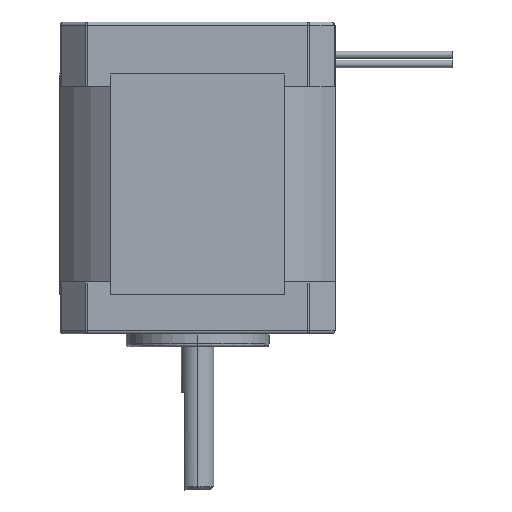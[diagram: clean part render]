
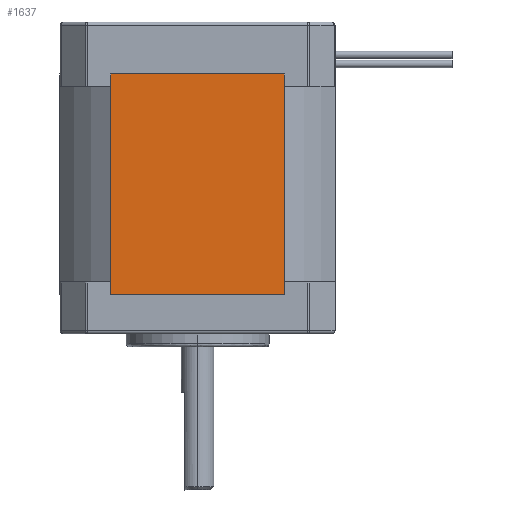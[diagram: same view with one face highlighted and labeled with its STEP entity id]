
A CAD part, left-side view. The second image highlights one B-rep face of the part: STEP entity #1637.
In plain terms, the highlighted planar face has unit normal (-1, 0, 0).
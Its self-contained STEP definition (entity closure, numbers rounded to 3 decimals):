
#165 = CARTESIAN_POINT ( 'NONE',  ( -21.16, 13.314, 6. ) ) ;
#351 = ORIENTED_EDGE ( 'NONE', *, *, #13535, .F. ) ;
#641 = EDGE_CURVE ( 'NONE', #5101, #7582, #8844, .T. ) ;
#1047 = FACE_OUTER_BOUND ( 'NONE', #11588, .T. ) ;
#1594 = EDGE_CURVE ( 'NONE', #5101, #5372, #9603, .T. ) ;
#1637 = ADVANCED_FACE ( 'NONE', ( #1047 ), #4025, .T. ) ;
#1690 = CARTESIAN_POINT ( 'NONE',  ( -21.16, 0., 40. ) ) ;
#1878 = CARTESIAN_POINT ( 'NONE',  ( -21.16, 0., 6. ) ) ;
#1903 = CARTESIAN_POINT ( 'NONE',  ( -21.16, 13.314, -53.85 ) ) ;
#2764 = CARTESIAN_POINT ( 'NONE',  ( -21.16, -13.314, 6. ) ) ;
#2903 = CARTESIAN_POINT ( 'NONE',  ( -21.16, -13.314, -53.85 ) ) ;
#3568 = VECTOR ( 'NONE', #9358, 1000. ) ;
#3735 = DIRECTION ( 'NONE',  ( 0., -1., 0. ) ) ;
#3765 = DIRECTION ( 'NONE',  ( -1., 0., 0. ) ) ;
#3782 = CARTESIAN_POINT ( 'NONE',  ( -21.16, 0., -53.85 ) ) ;
#4025 = PLANE ( 'NONE',  #9912 ) ;
#5101 = VERTEX_POINT ( 'NONE', #8732 ) ;
#5372 = VERTEX_POINT ( 'NONE', #2764 ) ;
#5658 = VECTOR ( 'NONE', #13716, 1000. ) ;
#5780 = ORIENTED_EDGE ( 'NONE', *, *, #11217, .T. ) ;
#6773 = VECTOR ( 'NONE', #13910, 1000. ) ;
#6983 = ORIENTED_EDGE ( 'NONE', *, *, #1594, .F. ) ;
#7582 = VERTEX_POINT ( 'NONE', #12448 ) ;
#8732 = CARTESIAN_POINT ( 'NONE',  ( -21.16, -13.314, 40. ) ) ;
#8844 = LINE ( 'NONE', #1690, #5658 ) ;
#8875 = VECTOR ( 'NONE', #10441, 1000. ) ;
#9358 = DIRECTION ( 'NONE',  ( 0., -1., 0. ) ) ;
#9603 = LINE ( 'NONE', #2903, #6773 ) ;
#9912 = AXIS2_PLACEMENT_3D ( 'NONE', #3782, #3765, #3735 ) ;
#10441 = DIRECTION ( 'NONE',  ( 0., 0., 1. ) ) ;
#11130 = ORIENTED_EDGE ( 'NONE', *, *, #641, .T. ) ;
#11217 = EDGE_CURVE ( 'NONE', #11780, #5372, #12039, .T. ) ;
#11588 = EDGE_LOOP ( 'NONE', ( #11130, #351, #5780, #6983 ) ) ;
#11780 = VERTEX_POINT ( 'NONE', #165 ) ;
#11992 = LINE ( 'NONE', #1903, #8875 ) ;
#12039 = LINE ( 'NONE', #1878, #3568 ) ;
#12448 = CARTESIAN_POINT ( 'NONE',  ( -21.16, 13.314, 40. ) ) ;
#13535 = EDGE_CURVE ( 'NONE', #11780, #7582, #11992, .T. ) ;
#13716 = DIRECTION ( 'NONE',  ( 0., 1., 0. ) ) ;
#13910 = DIRECTION ( 'NONE',  ( 0., 0., -1. ) ) ;
